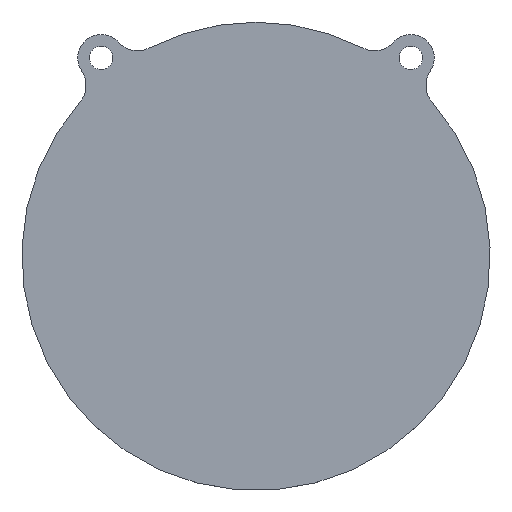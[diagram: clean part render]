
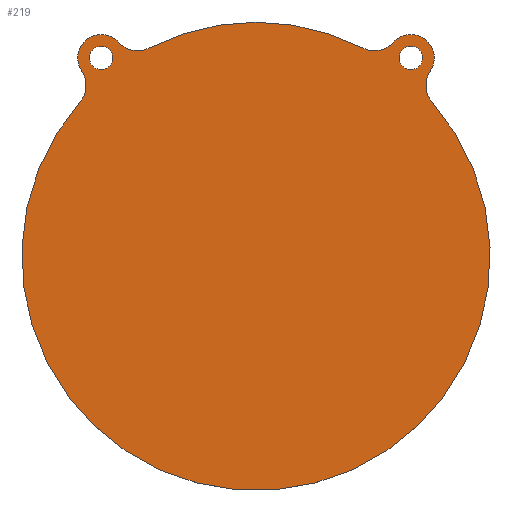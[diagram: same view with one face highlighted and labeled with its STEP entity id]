
A CAD part, top view. The second image highlights one B-rep face of the part: STEP entity #219.
In plain terms, the highlighted planar face has unit normal (0, 0, 1).
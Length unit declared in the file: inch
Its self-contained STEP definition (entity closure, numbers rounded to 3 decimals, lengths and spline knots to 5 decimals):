
#15=FACE_BOUND('',#44,.T.);
#16=FACE_BOUND('',#45,.T.);
#19=PLANE('',#265);
#31=FACE_OUTER_BOUND('',#43,.T.);
#43=EDGE_LOOP('',(#179,#180,#181,#182,#183,#184,#185,#186));
#44=EDGE_LOOP('',(#187));
#45=EDGE_LOOP('',(#188));
#70=CIRCLE('',#237,0.55);
#72=CIRCLE('',#240,0.5);
#74=CIRCLE('',#243,0.55);
#76=CIRCLE('',#246,5.);
#78=CIRCLE('',#249,0.55);
#80=CIRCLE('',#252,0.5);
#82=CIRCLE('',#255,0.55);
#83=CIRCLE('',#257,5.);
#85=CIRCLE('',#260,0.25);
#87=CIRCLE('',#263,0.25);
#91=VERTEX_POINT('',#348);
#92=VERTEX_POINT('',#350);
#94=VERTEX_POINT('',#356);
#96=VERTEX_POINT('',#362);
#98=VERTEX_POINT('',#368);
#100=VERTEX_POINT('',#374);
#102=VERTEX_POINT('',#380);
#104=VERTEX_POINT('',#386);
#105=VERTEX_POINT('',#393);
#107=VERTEX_POINT('',#399);
#111=EDGE_CURVE('',#91,#92,#70,.T.);
#115=EDGE_CURVE('',#91,#94,#72,.T.);
#118=EDGE_CURVE('',#96,#94,#74,.T.);
#121=EDGE_CURVE('',#96,#98,#76,.T.);
#124=EDGE_CURVE('',#100,#98,#78,.T.);
#127=EDGE_CURVE('',#100,#102,#80,.T.);
#130=EDGE_CURVE('',#104,#102,#82,.T.);
#131=EDGE_CURVE('',#104,#92,#83,.T.);
#133=EDGE_CURVE('',#105,#105,#85,.T.);
#136=EDGE_CURVE('',#107,#107,#87,.T.);
#179=ORIENTED_EDGE('',*,*,#115,.T.);
#180=ORIENTED_EDGE('',*,*,#118,.F.);
#181=ORIENTED_EDGE('',*,*,#121,.T.);
#182=ORIENTED_EDGE('',*,*,#124,.F.);
#183=ORIENTED_EDGE('',*,*,#127,.T.);
#184=ORIENTED_EDGE('',*,*,#130,.F.);
#185=ORIENTED_EDGE('',*,*,#131,.T.);
#186=ORIENTED_EDGE('',*,*,#111,.F.);
#187=ORIENTED_EDGE('',*,*,#136,.T.);
#188=ORIENTED_EDGE('',*,*,#133,.T.);
#219=ADVANCED_FACE('',(#31,#15,#16),#19,.T.);
#237=AXIS2_PLACEMENT_3D('',#351,#274,#275);
#240=AXIS2_PLACEMENT_3D('',#358,#282,#283);
#243=AXIS2_PLACEMENT_3D('',#364,#289,#290);
#246=AXIS2_PLACEMENT_3D('',#370,#296,#297);
#249=AXIS2_PLACEMENT_3D('',#376,#303,#304);
#252=AXIS2_PLACEMENT_3D('',#382,#310,#311);
#255=AXIS2_PLACEMENT_3D('',#388,#317,#318);
#257=AXIS2_PLACEMENT_3D('',#390,#321,#322);
#260=AXIS2_PLACEMENT_3D('',#394,#327,#328);
#263=AXIS2_PLACEMENT_3D('',#400,#334,#335);
#265=AXIS2_PLACEMENT_3D('',#404,#339,#340);
#274=DIRECTION('center_axis',(0.,0.,1.));
#275=DIRECTION('ref_axis',(-0.998,-0.064,0.));
#282=DIRECTION('center_axis',(0.,0.,1.));
#283=DIRECTION('ref_axis',(1.,0.,0.));
#289=DIRECTION('center_axis',(0.,0.,1.));
#290=DIRECTION('ref_axis',(0.181,-0.984,0.));
#296=DIRECTION('center_axis',(0.,0.,1.));
#297=DIRECTION('ref_axis',(1.,0.,0.));
#303=DIRECTION('center_axis',(0.,0.,1.));
#304=DIRECTION('ref_axis',(-0.181,-0.984,0.));
#310=DIRECTION('center_axis',(0.,0.,1.));
#311=DIRECTION('ref_axis',(1.,0.,0.));
#317=DIRECTION('center_axis',(0.,0.,1.));
#318=DIRECTION('ref_axis',(0.998,-0.064,0.));
#321=DIRECTION('center_axis',(0.,0.,1.));
#322=DIRECTION('ref_axis',(1.,0.,0.));
#327=DIRECTION('center_axis',(0.,0.,-1.));
#328=DIRECTION('ref_axis',(1.,0.,0.));
#334=DIRECTION('center_axis',(0.,0.,-1.));
#335=DIRECTION('ref_axis',(1.,0.,0.));
#339=DIRECTION('center_axis',(0.,0.,1.));
#340=DIRECTION('ref_axis',(1.,0.,0.));
#348=CARTESIAN_POINT('',(3.72219,3.95871,0.25));
#350=CARTESIAN_POINT('',(3.76479,3.29034,0.25));
#351=CARTESIAN_POINT('Origin',(4.17892,3.65228,0.25));
#356=CARTESIAN_POINT('',(2.93589,4.57237,0.25));
#358=CARTESIAN_POINT('Origin',(3.30698,4.23728,0.25));
#362=CARTESIAN_POINT('',(2.2772,4.45133,0.25));
#364=CARTESIAN_POINT('Origin',(2.52769,4.94098,0.25));
#368=CARTESIAN_POINT('',(-2.2772,4.45133,0.25));
#370=CARTESIAN_POINT('Origin',(0.,0.,0.25));
#374=CARTESIAN_POINT('',(-2.93589,4.57237,0.25));
#376=CARTESIAN_POINT('Origin',(-2.52769,4.94098,0.25));
#380=CARTESIAN_POINT('',(-3.72219,3.95871,0.25));
#382=CARTESIAN_POINT('Origin',(-3.30698,4.23728,0.25));
#386=CARTESIAN_POINT('',(-3.76479,3.29034,0.25));
#388=CARTESIAN_POINT('Origin',(-4.17892,3.65228,0.25));
#390=CARTESIAN_POINT('Origin',(0.,0.,0.25));
#393=CARTESIAN_POINT('',(-3.55698,4.23728,0.25));
#394=CARTESIAN_POINT('Origin',(-3.30698,4.23728,0.25));
#399=CARTESIAN_POINT('',(3.05698,4.23728,0.25));
#400=CARTESIAN_POINT('Origin',(3.30698,4.23728,0.25));
#404=CARTESIAN_POINT('Origin',(0.,0.,0.25));
